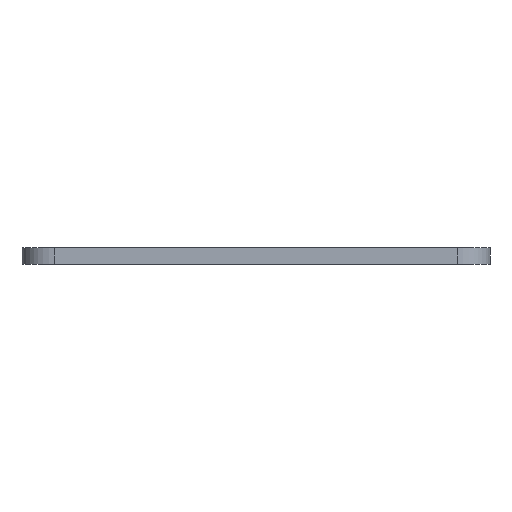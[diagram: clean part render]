
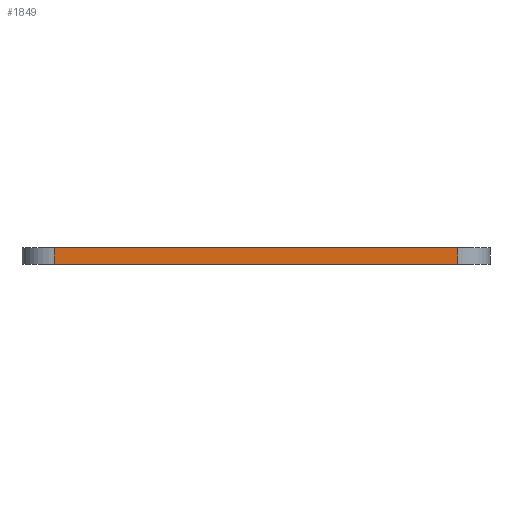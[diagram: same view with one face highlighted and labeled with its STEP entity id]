
A CAD part, left-side view. The second image highlights one B-rep face of the part: STEP entity #1849.
In plain terms, the highlighted planar face has unit normal (-1, 0, 0).
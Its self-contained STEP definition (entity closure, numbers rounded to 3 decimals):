
#49=PLANE('',#1987);
#105=FACE_OUTER_BOUND('',#215,.T.);
#215=EDGE_LOOP('',(#1357,#1358,#1359,#1360));
#328=LINE('',#2687,#524);
#377=LINE('',#2860,#573);
#378=LINE('',#2863,#574);
#379=LINE('',#2864,#575);
#524=VECTOR('',#2138,10.);
#573=VECTOR('',#2265,10.);
#574=VECTOR('',#2268,10.);
#575=VECTOR('',#2269,10.);
#802=VERTEX_POINT('',#2684);
#803=VERTEX_POINT('',#2686);
#888=VERTEX_POINT('',#2858);
#889=VERTEX_POINT('',#2862);
#988=EDGE_CURVE('',#803,#802,#328,.T.);
#1075=EDGE_CURVE('',#803,#888,#377,.T.);
#1076=EDGE_CURVE('',#889,#802,#378,.T.);
#1077=EDGE_CURVE('',#888,#889,#379,.T.);
#1357=ORIENTED_EDGE('',*,*,#1075,.F.);
#1358=ORIENTED_EDGE('',*,*,#988,.T.);
#1359=ORIENTED_EDGE('',*,*,#1076,.F.);
#1360=ORIENTED_EDGE('',*,*,#1077,.F.);
#1849=ADVANCED_FACE('',(#105),#49,.T.);
#1987=AXIS2_PLACEMENT_3D('',#2861,#2266,#2267);
#2138=DIRECTION('',(0.,-1.,0.));
#2265=DIRECTION('',(0.,0.,1.));
#2266=DIRECTION('center_axis',(-1.,0.,0.));
#2267=DIRECTION('ref_axis',(0.,-1.,0.));
#2268=DIRECTION('',(0.,0.,-1.));
#2269=DIRECTION('',(0.,-1.,0.));
#2684=CARTESIAN_POINT('',(-17.263,-120.653,0.));
#2686=CARTESIAN_POINT('',(-17.263,-45.597,0.));
#2687=CARTESIAN_POINT('',(-17.263,-126.653,0.));
#2858=CARTESIAN_POINT('',(-17.263,-45.597,3.));
#2860=CARTESIAN_POINT('',(-17.263,-45.597,0.));
#2861=CARTESIAN_POINT('Origin',(-17.263,-39.597,0.));
#2862=CARTESIAN_POINT('',(-17.263,-120.653,3.));
#2863=CARTESIAN_POINT('',(-17.263,-120.653,0.));
#2864=CARTESIAN_POINT('',(-17.263,-126.653,3.));
